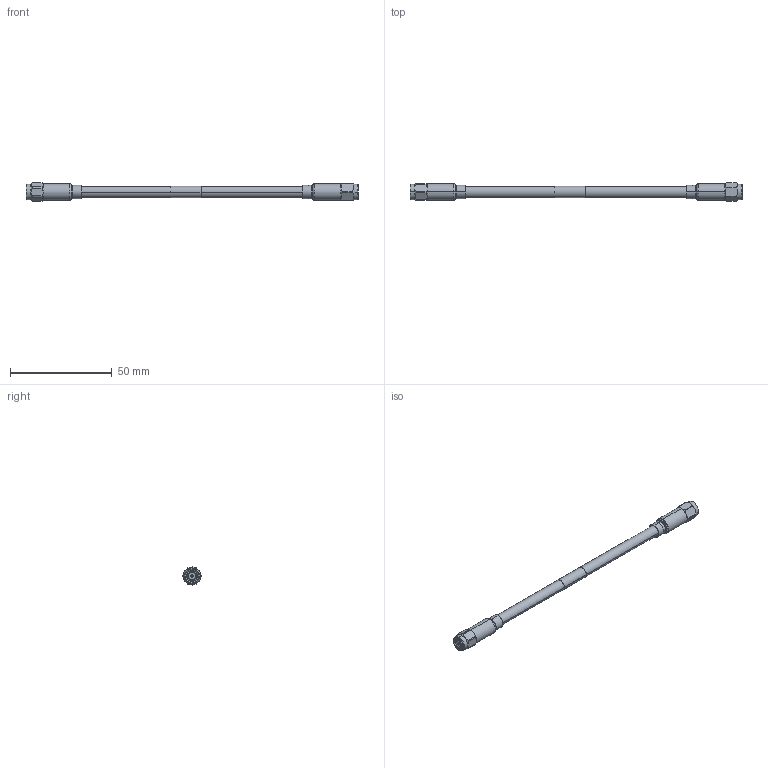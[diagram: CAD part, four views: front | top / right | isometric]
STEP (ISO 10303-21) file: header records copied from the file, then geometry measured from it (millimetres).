
FILE_DESCRIPTION (( 'STEP AP203' ), '1' );
FILE_NAME ('FMCA2779.STEP', '2022-03-09T20:08:58', ( '' ), ( '' ), 'SwSTEP 2.0', 'SolidWorks 2021', '' );
FILE_SCHEMA (( 'CONFIG_CONTROL_DESIGN' ));
Length unit declared in the file: millimetre
Products named in the file (10): CA-240-MA1_.75" Long; FMCN1759_FERRULE; SC7050-MA3_SC7050 -RG223; FMCN1759; SC7050_SC7050 -RG223; SC7050-MA1; RG223_with label; FMCA2779; SC7059-MA2
Assembly tree (10 placements, depth 3):
  FMCA2779
    RG223_with label
    SC7050_SC7050 -RG223
      SC7050-MA1
      SC7059-MA2
      SC7050-MA3_SC7050 -RG223
    CA-240-MA1_.75" Long  x2
    FMCN1759
      FMCN1759
      FMCN1759_FERRULE
Bounding box: 163.47 x 8.99 x 8.86 mm (x, y, z)
Volume: 4266.1 mm3; surface area: 7077.3 mm2
Topology: 9 solids, 9 shells, 260 faces, 586 edges, 360 vertices
Faces by surface type: cylinder 112, cone 67, plane 60, torus 16, bspline 5
Entity records: 10183 total; most frequent: CARTESIAN_POINT 3776, DIRECTION 1180, ORIENTED_EDGE 1084, EDGE_CURVE 542, AXIS2_PLACEMENT_3D 496, VERTEX_POINT 336, EDGE_LOOP 266, CIRCLE 248
